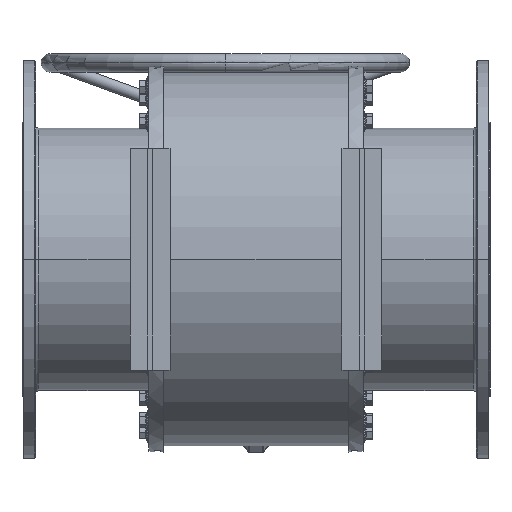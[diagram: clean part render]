
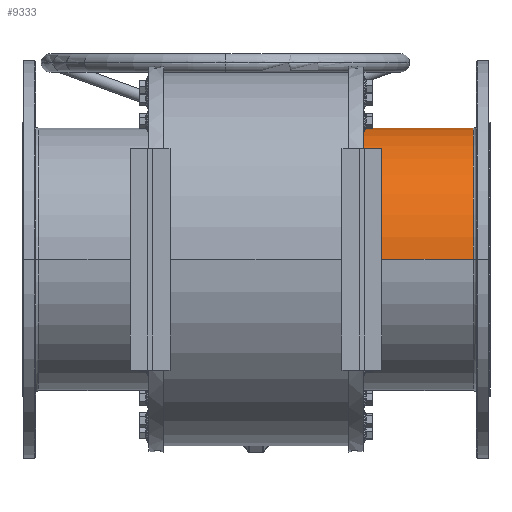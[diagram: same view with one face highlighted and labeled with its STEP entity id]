
A CAD part, front view. The second image highlights one B-rep face of the part: STEP entity #9333.
In plain terms, the highlighted cylindrical face has radius 213.7 mm (diameter 427.4 mm), a partial arc.
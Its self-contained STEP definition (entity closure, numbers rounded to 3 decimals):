
#71 = ORIENTED_EDGE ( 'NONE', *, *, #6991, .T. ) ;
#77 = EDGE_LOOP ( 'NONE', ( #22591, #23031, #71, #15470 ) ) ;
#126 = AXIS2_PLACEMENT_3D ( 'NONE', #20677, #18322, #9982 ) ;
#2266 = CARTESIAN_POINT ( 'NONE',  ( 354., 213.7, 0. ) ) ;
#2481 = DIRECTION ( 'NONE',  ( -1., 0., 0. ) ) ;
#2894 = VERTEX_POINT ( 'NONE', #20553 ) ;
#2926 = DIRECTION ( 'NONE',  ( 0., 0., -1. ) ) ;
#2975 = EDGE_CURVE ( 'NONE', #20219, #27229, #10787, .T. ) ;
#4328 = VECTOR ( 'NONE', #11526, 1000. ) ;
#4405 = CARTESIAN_POINT ( 'NONE',  ( 175., -213.7, 0. ) ) ;
#6088 = CIRCLE ( 'NONE', #22940, 213.7 ) ;
#6991 = EDGE_CURVE ( 'NONE', #2894, #22446, #6088, .T. ) ;
#7723 = VECTOR ( 'NONE', #23574, 1000. ) ;
#9333 = ADVANCED_FACE ( 'NONE', ( #23615 ), #15130, .T. ) ;
#9982 = DIRECTION ( 'NONE',  ( 0., 1., 0. ) ) ;
#10650 = LINE ( 'NONE', #19129, #7723 ) ;
#10787 = CIRCLE ( 'NONE', #126, 213.7 ) ;
#11278 = CARTESIAN_POINT ( 'NONE',  ( 175., 0., 0. ) ) ;
#11526 = DIRECTION ( 'NONE',  ( -1., 0., 0. ) ) ;
#12600 = EDGE_CURVE ( 'NONE', #27229, #2894, #10650, .T. ) ;
#12961 = DIRECTION ( 'NONE',  ( 1., 0., 0. ) ) ;
#14236 = EDGE_CURVE ( 'NONE', #20219, #22446, #15967, .T. ) ;
#14688 = AXIS2_PLACEMENT_3D ( 'NONE', #15263, #2481, #21510 ) ;
#15130 = CYLINDRICAL_SURFACE ( 'NONE', #14688, 213.7 ) ;
#15263 = CARTESIAN_POINT ( 'NONE',  ( -381., 0., 0. ) ) ;
#15470 = ORIENTED_EDGE ( 'NONE', *, *, #14236, .F. ) ;
#15967 = LINE ( 'NONE', #21946, #4328 ) ;
#18322 = DIRECTION ( 'NONE',  ( -1., 0., 0. ) ) ;
#19129 = CARTESIAN_POINT ( 'NONE',  ( -381., 213.7, 0. ) ) ;
#20219 = VERTEX_POINT ( 'NONE', #22686 ) ;
#20553 = CARTESIAN_POINT ( 'NONE',  ( 175., 213.7, 0. ) ) ;
#20677 = CARTESIAN_POINT ( 'NONE',  ( 354., 0., 0. ) ) ;
#21510 = DIRECTION ( 'NONE',  ( 0., -1., 0. ) ) ;
#21946 = CARTESIAN_POINT ( 'NONE',  ( -381., -213.7, 0. ) ) ;
#22446 = VERTEX_POINT ( 'NONE', #4405 ) ;
#22591 = ORIENTED_EDGE ( 'NONE', *, *, #2975, .T. ) ;
#22686 = CARTESIAN_POINT ( 'NONE',  ( 354., -213.7, 0. ) ) ;
#22940 = AXIS2_PLACEMENT_3D ( 'NONE', #11278, #12961, #2926 ) ;
#23031 = ORIENTED_EDGE ( 'NONE', *, *, #12600, .T. ) ;
#23574 = DIRECTION ( 'NONE',  ( -1., 0., 0. ) ) ;
#23615 = FACE_OUTER_BOUND ( 'NONE', #77, .T. ) ;
#27229 = VERTEX_POINT ( 'NONE', #2266 ) ;
